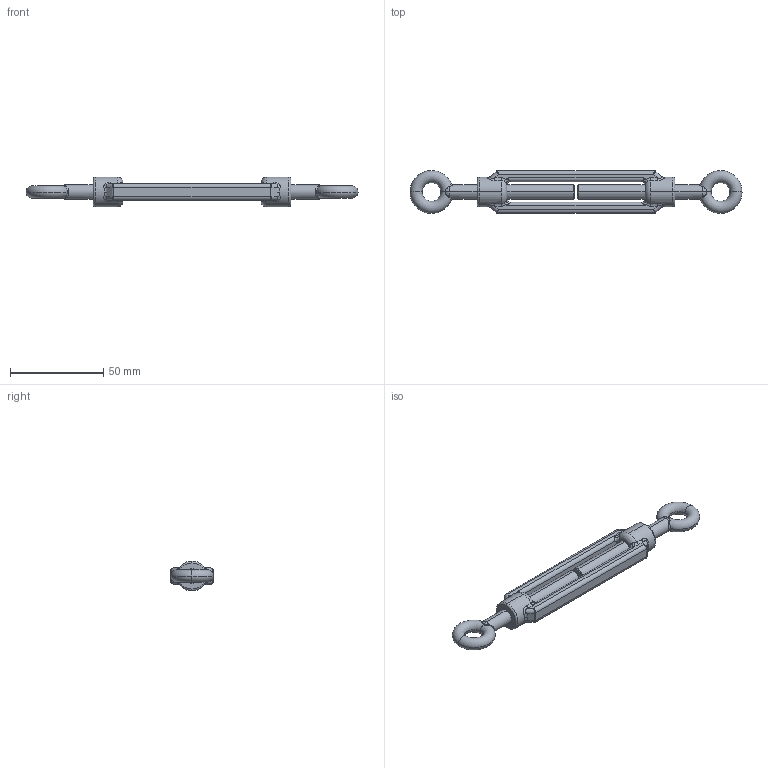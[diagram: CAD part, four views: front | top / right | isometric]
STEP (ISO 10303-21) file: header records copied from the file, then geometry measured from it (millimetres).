
FILE_DESCRIPTION (( 'STEP AP203' ), '1' );
FILE_NAME ('T37501.STEP', '2018-07-20T14:26:23', ( '' ), ( '' ), 'SwSTEP 2.0', 'SolidWorks 2016', '' );
FILE_SCHEMA (( 'CONFIG_CONTROL_DESIGN' ));
Length unit declared in the file: millimetre
Products named in the file (1): T37501
Bounding box: 178 x 23 x 16 mm (x, y, z)
Volume: 23019.6 mm3; surface area: 10776.2 mm2
Topology: 1 solids, 1 shells, 156 faces, 384 edges, 220 vertices
Faces by surface type: bspline 56, cylinder 44, torus 34, plane 18, cone 4
Entity records: 7637 total; most frequent: CARTESIAN_POINT 4381, ORIENTED_EDGE 752, DIRECTION 578, EDGE_CURVE 376, AXIS2_PLACEMENT_3D 249, VERTEX_POINT 220, EDGE_LOOP 160, ADVANCED_FACE 156
